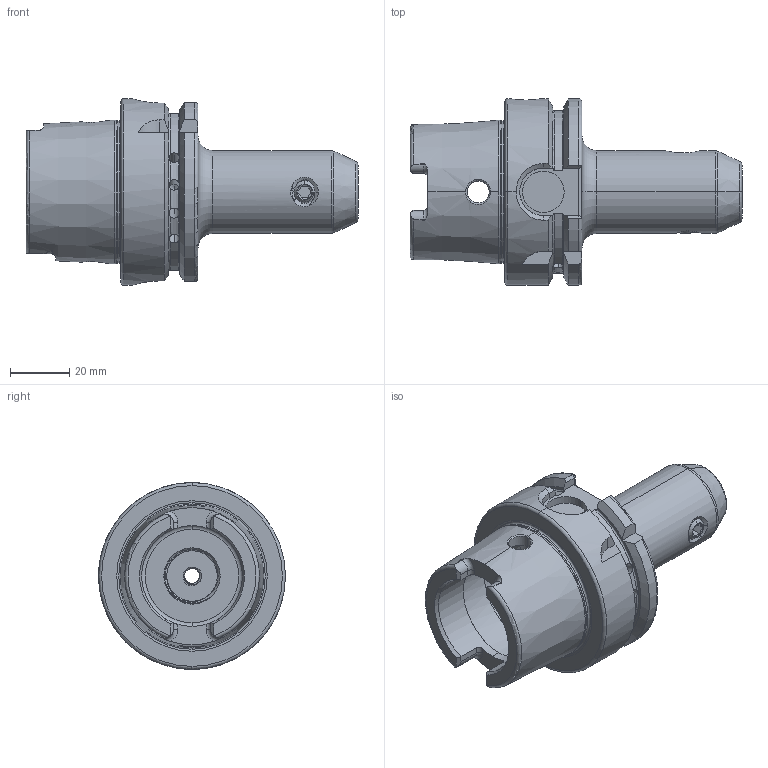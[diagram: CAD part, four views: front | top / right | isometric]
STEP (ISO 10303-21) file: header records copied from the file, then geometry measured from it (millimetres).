
FILE_DESCRIPTION (( 'STEP AP203' ), '1' );
FILE_NAME ('A63.05.08.STEP', '2016-09-05T06:06:31', ( '' ), ( '' ), 'SwSTEP 2.0', 'SolidWorks 2012', '' );
FILE_SCHEMA (( 'CONFIG_CONTROL_DESIGN' ));
Length unit declared in the file: millimetre
Products named in the file (3): A63.05.08; 側固8_M8x1.25_10L
Assembly tree (2 placements, depth 2):
  A63.05.08
    A63.05.08
    側固8_M8x1.25_10L
Bounding box: 112 x 63 x 63 mm (x, y, z)
Volume: 109717.4 mm3; surface area: 30131.5 mm2
Topology: 2 solids, 2 shells, 320 faces, 869 edges, 552 vertices
Faces by surface type: cylinder 137, plane 69, cone 45, bspline 34, torus 33, sphere 2
Entity records: 33023 total; most frequent: CARTESIAN_POINT 25651, ORIENTED_EDGE 1714, DIRECTION 1226, EDGE_CURVE 857, VERTEX_POINT 552, AXIS2_PLACEMENT_3D 480, EDGE_LOOP 339, FACE_OUTER_BOUND 320
